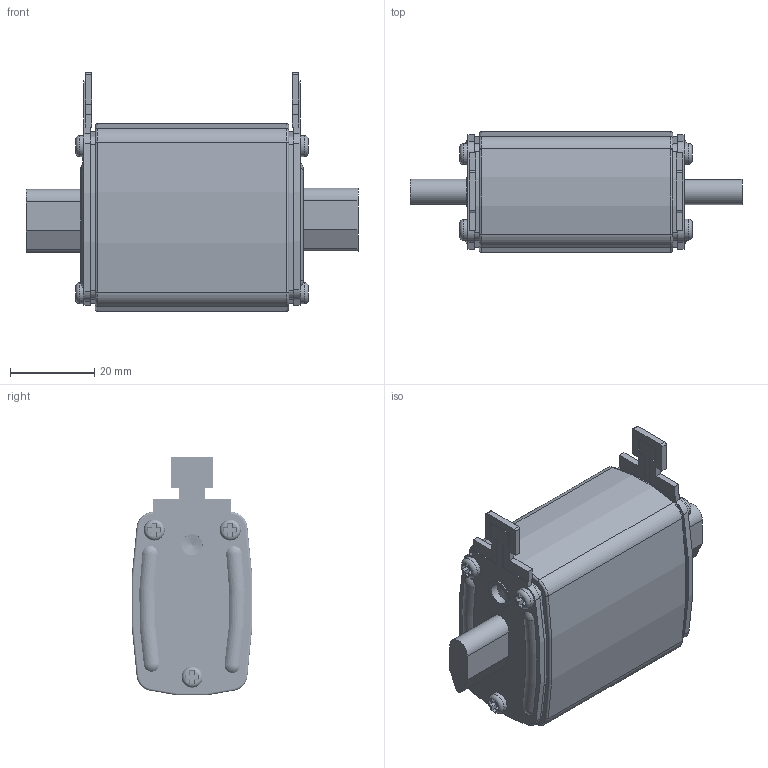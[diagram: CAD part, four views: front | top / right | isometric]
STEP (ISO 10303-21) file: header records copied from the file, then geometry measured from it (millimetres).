
FILE_DESCRIPTION(/* description */ (''),/* implementation_level */ '2;1');
FILE_NAME(/* name */ 'RT16-00T.stp',/* time_stamp */ '2021-11-24T09:01:15+08:00',/* author */ (''),/* organization */ (''),/* preprocessor_version */ 'ST-DEVELOPER v16',/* originating_system */ 'SIEMENS PLM Software NX 10.0',/* authorisation */ '');
FILE_SCHEMA (('CONFIG_CONTROL_DESIGN'));
Length unit declared in the file: millimetre
Products named in the file (1): RT16-00T
Bounding box: 79 x 28.7 x 56.85 mm (x, y, z)
Volume: 42257 mm3; surface area: 26540.2 mm2
Topology: 12 solids, 18 shells, 717 faces, 1941 edges, 1264 vertices
Faces by surface type: plane 306, cylinder 291, torus 71, bspline 26, sphere 16, cone 7
Full cylindrical faces by diameter (mm): 0.13 x1, 0.3 x1, 2.4 x1, 3 x151, 3.2 x1, 3.3 x6, 4 x11, 4.173 x2, 4.391 x1, 4.991 x1, 5 x7, 5.7 x1, 5.8 x3, 7 x1, 8 x1
Entity records: 61421 total; most frequent: CARTESIAN_POINT 47751, DIRECTION 2787, ORIENTED_EDGE 2738, EDGE_CURVE 1369, AXIS2_PLACEMENT_3D 1026, VERTEX_POINT 934, LINE 735, VECTOR 735
